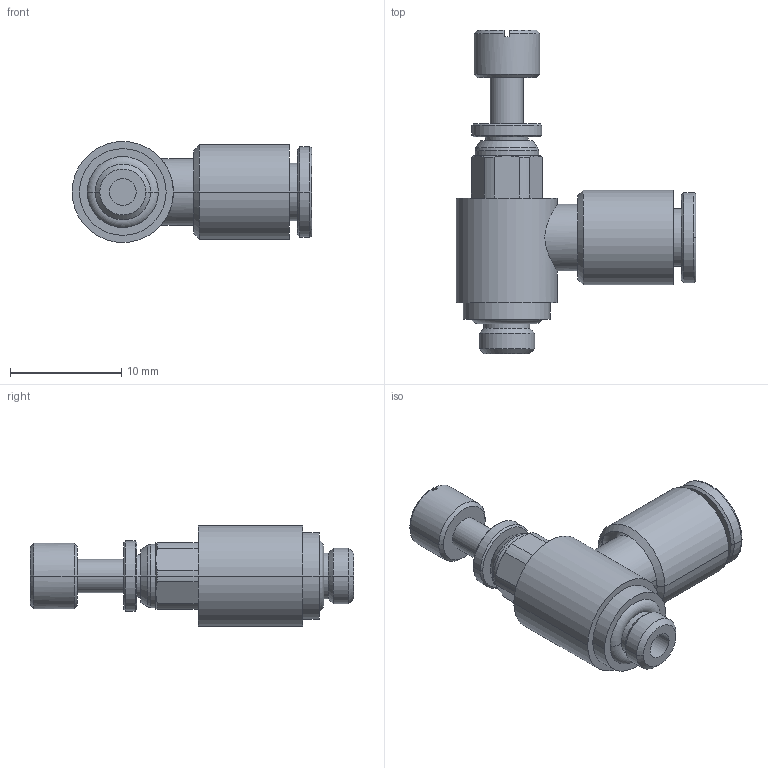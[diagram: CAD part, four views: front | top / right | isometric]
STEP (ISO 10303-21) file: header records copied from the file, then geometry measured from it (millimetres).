
FILE_DESCRIPTION(('STEP AP214'),'1');
FILE_NAME('7662_04_19.stp','2016-07-07T14:58:17',('TraceParts'),('TraceParts S.A.'),'Spatial InterOp 3D',' ',' ');
FILE_SCHEMA(('automotive_design'));
Length unit declared in the file: millimetre
Products named in the file (1): 1
Bounding box: 21.55 x 29.1 x 9.1 mm (x, y, z)
Volume: 1488.6 mm3; surface area: 1514.6 mm2
Topology: 1 solids, 1 shells, 104 faces, 246 edges, 154 vertices
Faces by surface type: cylinder 36, cone 34, plane 26, torus 8
Entity records: 3197 total; most frequent: CARTESIAN_POINT 724, DIRECTION 564, ORIENTED_EDGE 492, EDGE_CURVE 246, AXIS2_PLACEMENT_3D 236, VERTEX_POINT 154, CIRCLE 131, EDGE_LOOP 116
